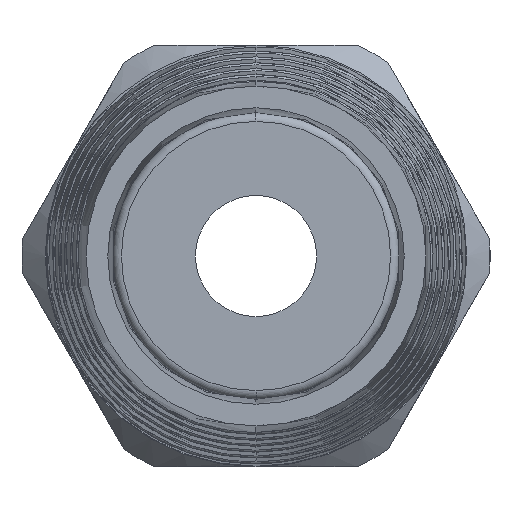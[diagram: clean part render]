
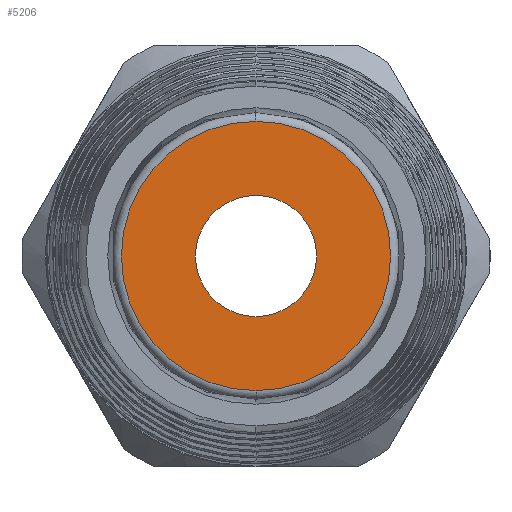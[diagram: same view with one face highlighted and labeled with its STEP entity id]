
A CAD part, left-side view. The second image highlights one B-rep face of the part: STEP entity #5206.
In plain terms, the highlighted planar face has unit normal (-1, 0, 0).
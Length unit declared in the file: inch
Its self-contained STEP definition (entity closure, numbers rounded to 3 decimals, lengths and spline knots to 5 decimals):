
#1781 = CIRCLE ( 'NONE', #9470, 0.3 ) ;
#1795 = DIRECTION ( 'NONE',  ( 0., 0., 1. ) ) ;
#1796 = DIRECTION ( 'NONE',  ( -1., 0., 0. ) ) ;
#1797 = CARTESIAN_POINT ( 'NONE',  ( -1.26, 0.3, 0. ) ) ;
#1798 = AXIS2_PLACEMENT_3D ( 'NONE', #1797, #1796, #1795 ) ;
#1799 = FACE_OUTER_BOUND ( 'NONE', #5211, .T. ) ;
#1800 = FACE_BOUND ( 'NONE', #5207, .T. ) ;
#1805 = PLANE ( 'NONE',  #1798 ) ;
#4881 = VERTEX_POINT ( 'NONE', #7737 ) ;
#4882 = VERTEX_POINT ( 'NONE', #7736 ) ;
#4963 = EDGE_CURVE ( 'NONE', #4881, #4882, #7821, .T. ) ;
#5140 = EDGE_CURVE ( 'NONE', #5141, #5142, #11299, .T. ) ;
#5141 = VERTEX_POINT ( 'NONE', #11290 ) ;
#5142 = VERTEX_POINT ( 'NONE', #11289 ) ;
#5199 = ORIENTED_EDGE ( 'NONE', *, *, #5140, .F. ) ;
#5206 = ADVANCED_FACE ( 'NONE', ( #1800, #1799 ), #1805, .T. ) ;
#5207 = EDGE_LOOP ( 'NONE', ( #5208, #5210 ) ) ;
#5208 = ORIENTED_EDGE ( 'NONE', *, *, #5230, .T. ) ;
#5210 = ORIENTED_EDGE ( 'NONE', *, *, #4963, .T. ) ;
#5211 = EDGE_LOOP ( 'NONE', ( #5199, #5213 ) ) ;
#5213 = ORIENTED_EDGE ( 'NONE', *, *, #5222, .F. ) ;
#5222 = EDGE_CURVE ( 'NONE', #5142, #5141, #1781, .T. ) ;
#5230 = EDGE_CURVE ( 'NONE', #4882, #4881, #9461, .T. ) ;
#7736 = CARTESIAN_POINT ( 'NONE',  ( -1.26, 0., -0.135 ) ) ;
#7737 = CARTESIAN_POINT ( 'NONE',  ( -1.26, 0., 0.135 ) ) ;
#7813 = DIRECTION ( 'NONE',  ( 0., 0., -1. ) ) ;
#7814 = DIRECTION ( 'NONE',  ( 1., 0., 0. ) ) ;
#7815 = CARTESIAN_POINT ( 'NONE',  ( -1.26, 0., 0. ) ) ;
#7816 = AXIS2_PLACEMENT_3D ( 'NONE', #7815, #7814, #7813 ) ;
#7821 = CIRCLE ( 'NONE', #7816, 0.135 ) ;
#9457 = DIRECTION ( 'NONE',  ( 0., 0., -1. ) ) ;
#9458 = DIRECTION ( 'NONE',  ( 1., 0., 0. ) ) ;
#9459 = CARTESIAN_POINT ( 'NONE',  ( -1.26, 0., 0. ) ) ;
#9460 = AXIS2_PLACEMENT_3D ( 'NONE', #9459, #9458, #9457 ) ;
#9461 = CIRCLE ( 'NONE', #9460, 0.135 ) ;
#9466 = DIRECTION ( 'NONE',  ( 0., 0., -1. ) ) ;
#9468 = DIRECTION ( 'NONE',  ( 1., 0., 0. ) ) ;
#9469 = CARTESIAN_POINT ( 'NONE',  ( -1.26, 0., 0. ) ) ;
#9470 = AXIS2_PLACEMENT_3D ( 'NONE', #9469, #9468, #9466 ) ;
#11289 = CARTESIAN_POINT ( 'NONE',  ( -1.26, 0., 0.3 ) ) ;
#11290 = CARTESIAN_POINT ( 'NONE',  ( -1.26, 0., -0.3 ) ) ;
#11291 = DIRECTION ( 'NONE',  ( 0., 0., -1. ) ) ;
#11292 = DIRECTION ( 'NONE',  ( 1., 0., 0. ) ) ;
#11293 = CARTESIAN_POINT ( 'NONE',  ( -1.26, 0., 0. ) ) ;
#11294 = AXIS2_PLACEMENT_3D ( 'NONE', #11293, #11292, #11291 ) ;
#11299 = CIRCLE ( 'NONE', #11294, 0.3 ) ;
